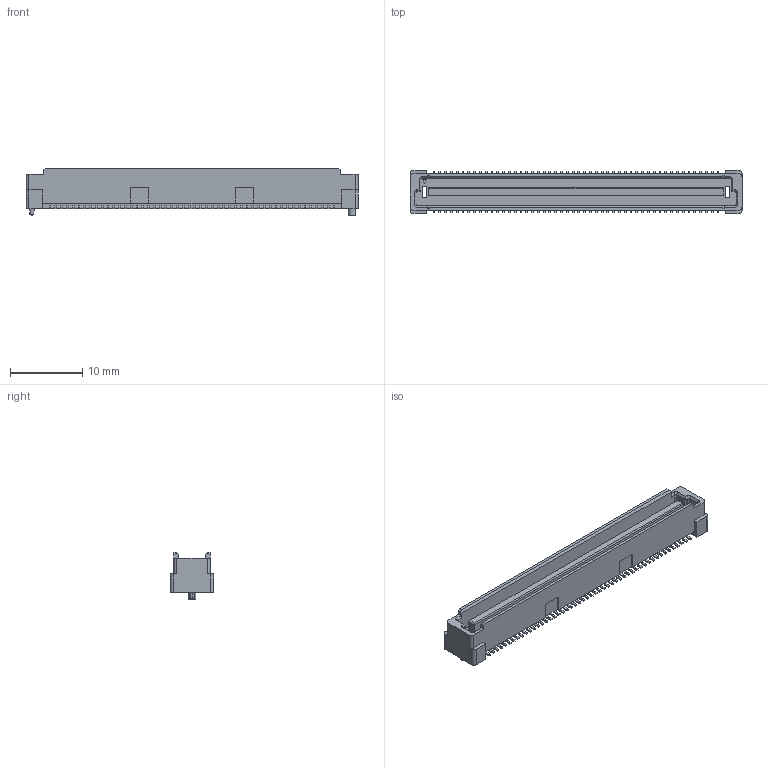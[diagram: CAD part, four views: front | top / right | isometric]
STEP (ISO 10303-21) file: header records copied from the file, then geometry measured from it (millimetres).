
FILE_DESCRIPTION (( 'STEP AP214' ), '1' );
FILE_NAME ('5179029-4.STEP', '2020-10-09T06:58:31', ( 'boksop' ), ( '' ), 'SwSTEP 2.0', 'SolidWorks 2020', '' );
FILE_SCHEMA (( 'AUTOMOTIVE_DESIGN' ));
Length unit declared in the file: millimetre
Products named in the file (1): 5179029-4
Bounding box: 45.8 x 6 x 6.6 mm (x, y, z)
Volume: 758.1 mm3; surface area: 1680.5 mm2
Topology: 1 solids, 1 shells, 1023 faces, 2735 edges, 1818 vertices
Faces by surface type: plane 995, cylinder 18, cone 10
Entity records: 31287 total; most frequent: CARTESIAN_POINT 5601, ORIENTED_EDGE 5470, DIRECTION 4827, EDGE_CURVE 2735, LINE 2683, VECTOR 2683, VERTEX_POINT 1818, EDGE_LOOP 1131
